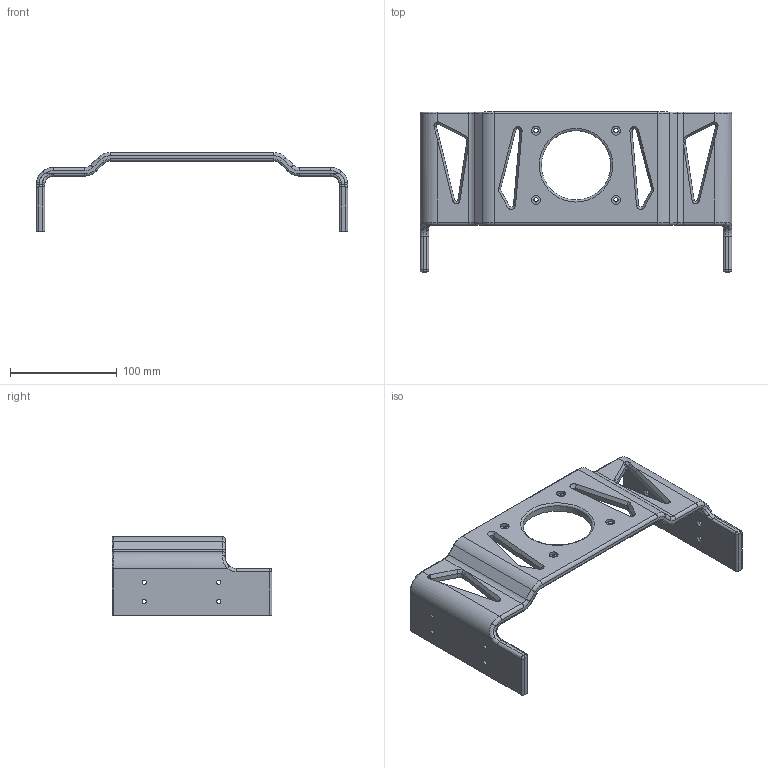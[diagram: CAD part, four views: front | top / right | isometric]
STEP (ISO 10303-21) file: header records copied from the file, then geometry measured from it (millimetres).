
FILE_DESCRIPTION(/* description */ (''),/* implementation_level */ '2;1');
FILE_NAME(/* name */ 'DashBoardChassisV1 v11.step',/* time_stamp */ '2021-03-11T19:07:05+01:00',/* author */ (''),/* organization */ (''),/* preprocessor_version */ 'ST-DEVELOPER v18.1',/* originating_system */ 'Autodesk Translation Framework v9.10.0.1330',/* authorisation */ '');
FILE_SCHEMA (('AUTOMOTIVE_DESIGN { 1 0 10303 214 3 1 1 }'));
Length unit declared in the file: millimetre
Products named in the file (1): DashBoardChassisV1
Bounding box: 292.28 x 150 x 74.14 mm (x, y, z)
Volume: 309111.9 mm3; surface area: 93604.5 mm2
Topology: 1 solids, 1 shells, 199 faces, 473 edges, 276 vertices
Faces by surface type: cylinder 70, plane 64, bspline 22, torus 21, cone 20, sphere 2
Full cylindrical faces by diameter (mm): 4 x12, 8.5 x4, 65 x1
Entity records: 6284 total; most frequent: CARTESIAN_POINT 1621, DIRECTION 980, ORIENTED_EDGE 946, EDGE_CURVE 473, AXIS2_PLACEMENT_3D 371, VERTEX_POINT 276, LINE 238, VECTOR 238
